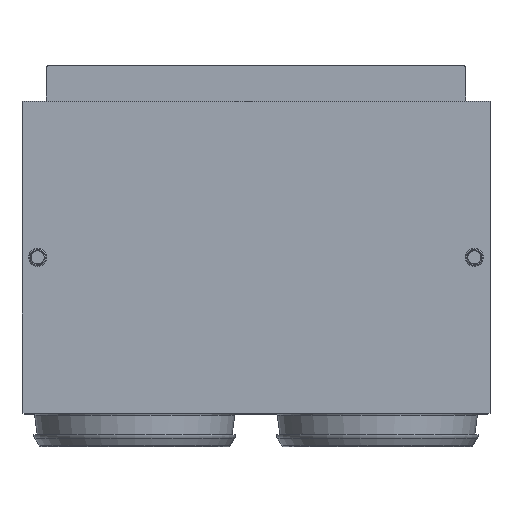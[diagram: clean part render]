
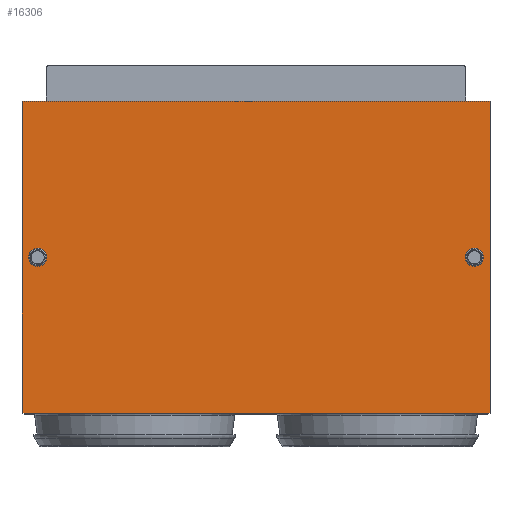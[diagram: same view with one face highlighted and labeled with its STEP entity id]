
A CAD part, top view. The second image highlights one B-rep face of the part: STEP entity #16306.
In plain terms, the highlighted planar face has unit normal (0, 0, 1).
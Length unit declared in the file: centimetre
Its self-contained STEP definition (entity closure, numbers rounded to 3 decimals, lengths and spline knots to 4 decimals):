
#337=FACE_BOUND('',#2727,.T.);
#338=FACE_BOUND('',#2728,.T.);
#956=PLANE('',#17195);
#1627=FACE_OUTER_BOUND('',#2726,.T.);
#2726=EDGE_LOOP('',(#14045,#14046,#14047,#14048));
#2727=EDGE_LOOP('',(#14049));
#2728=EDGE_LOOP('',(#14050));
#3124=CIRCLE('',#17186,3.5);
#3126=CIRCLE('',#17189,3.5);
#4918=LINE('',#25173,#6841);
#4921=LINE('',#25179,#6844);
#4924=LINE('',#25185,#6847);
#4927=LINE('',#25189,#6850);
#6841=VECTOR('',#20377,1.);
#6844=VECTOR('',#20382,1.);
#6847=VECTOR('',#20387,1.);
#6850=VECTOR('',#20392,1.);
#8276=VERTEX_POINT('',#25155);
#8278=VERTEX_POINT('',#25161);
#8282=VERTEX_POINT('',#25170);
#8283=VERTEX_POINT('',#25172);
#8285=VERTEX_POINT('',#25178);
#8287=VERTEX_POINT('',#25184);
#10248=EDGE_CURVE('',#8276,#8276,#3124,.T.);
#10251=EDGE_CURVE('',#8278,#8278,#3126,.T.);
#10256=EDGE_CURVE('',#8283,#8282,#4918,.T.);
#10259=EDGE_CURVE('',#8285,#8283,#4921,.T.);
#10262=EDGE_CURVE('',#8287,#8285,#4924,.T.);
#10265=EDGE_CURVE('',#8282,#8287,#4927,.T.);
#14045=ORIENTED_EDGE('',*,*,#10265,.T.);
#14046=ORIENTED_EDGE('',*,*,#10262,.T.);
#14047=ORIENTED_EDGE('',*,*,#10259,.T.);
#14048=ORIENTED_EDGE('',*,*,#10256,.T.);
#14049=ORIENTED_EDGE('',*,*,#10251,.T.);
#14050=ORIENTED_EDGE('',*,*,#10248,.T.);
#16306=ADVANCED_FACE('',(#1627,#337,#338),#956,.T.);
#17186=AXIS2_PLACEMENT_3D('',#25156,#20361,#20362);
#17189=AXIS2_PLACEMENT_3D('',#25162,#20368,#20369);
#17195=AXIS2_PLACEMENT_3D('',#25190,#20393,#20394);
#20361=DIRECTION('center_axis',(0.,0.,-1.));
#20362=DIRECTION('ref_axis',(1.,0.,0.));
#20368=DIRECTION('center_axis',(0.,0.,-1.));
#20369=DIRECTION('ref_axis',(1.,0.,0.));
#20377=DIRECTION('',(-1.,0.,0.));
#20382=DIRECTION('',(0.,1.,0.));
#20387=DIRECTION('',(1.,0.,0.));
#20392=DIRECTION('',(0.,-1.,0.));
#20393=DIRECTION('center_axis',(0.,0.,1.));
#20394=DIRECTION('ref_axis',(1.,0.,0.));
#25155=CARTESIAN_POINT('',(122.5,0.,379.));
#25156=CARTESIAN_POINT('Origin',(126.,0.,379.));
#25161=CARTESIAN_POINT('',(-129.5,0.,379.));
#25162=CARTESIAN_POINT('Origin',(-126.,0.,379.));
#25170=CARTESIAN_POINT('',(-135.,90.,379.));
#25172=CARTESIAN_POINT('',(135.,90.,379.));
#25173=CARTESIAN_POINT('',(135.,90.,379.));
#25178=CARTESIAN_POINT('',(135.,-90.,379.));
#25179=CARTESIAN_POINT('',(135.,-90.,379.));
#25184=CARTESIAN_POINT('',(-135.,-90.,379.));
#25185=CARTESIAN_POINT('',(-135.,-90.,379.));
#25189=CARTESIAN_POINT('',(-135.,90.,379.));
#25190=CARTESIAN_POINT('Origin',(0.,0.,
379.));
